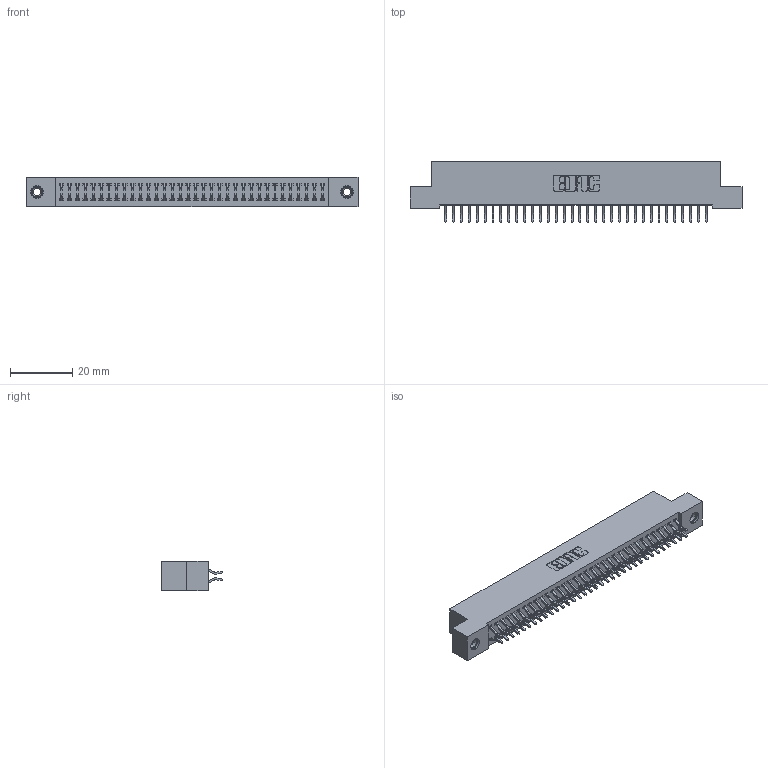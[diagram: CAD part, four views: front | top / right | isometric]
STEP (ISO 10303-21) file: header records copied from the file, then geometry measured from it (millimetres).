
FILE_DESCRIPTION (( 'STEP AP203' ), '1' );
FILE_NAME ('392-068-556-207.STEP', '2019-10-09T11:47:50', ( '' ), ( '' ), 'SwSTEP 2.0', 'SolidWorks 2016', '' );
FILE_SCHEMA (( 'CONFIG_CONTROL_DESIGN' ));
Length unit declared in the file: inch
Products named in the file (4): 342 Part_TI; 345-292-001_556 Tail; 345-250-001_345-250-005-103; 392-068-556-207
Assembly tree (71 placements, depth 2):
  392-068-556-207
    342 Part_TI
    345-292-001_556 Tail  x68
    345-250-001_345-250-005-103  x2
Bounding box: 106.68 x 19.58 x 9.4 mm (x, y, z)
Volume: 9532.9 mm3; surface area: 15279.9 mm2
Topology: 71 solids, 71 shells, 4114 faces, 12199 edges, 8034 vertices
Faces by surface type: plane 2818, cylinder 1280, cone 12, torus 4
Entity records: 24182 total; most frequent: CARTESIAN_POINT 4013, ORIENTED_EDGE 3930, DIRECTION 3463, EDGE_CURVE 1965, LINE 1809, VECTOR 1809, VERTEX_POINT 1304, AXIS2_PLACEMENT_3D 827
